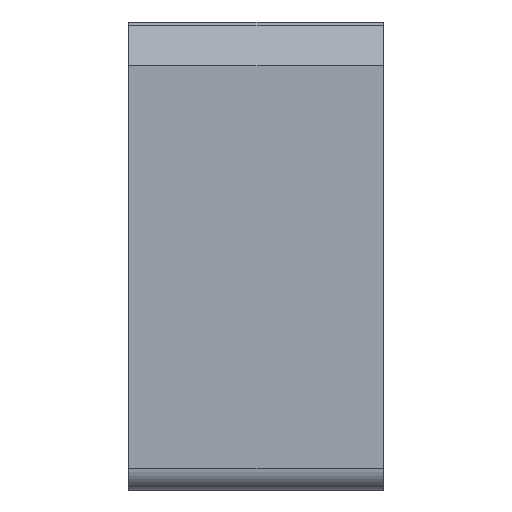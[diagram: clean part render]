
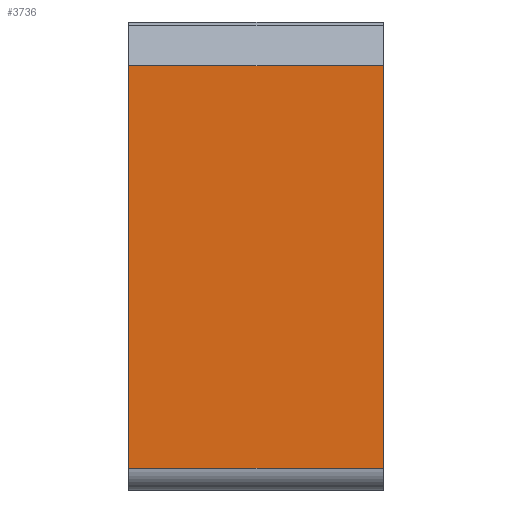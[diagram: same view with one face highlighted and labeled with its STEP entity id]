
A CAD part, front view. The second image highlights one B-rep face of the part: STEP entity #3736.
In plain terms, the highlighted planar face has unit normal (0, -1, 0).
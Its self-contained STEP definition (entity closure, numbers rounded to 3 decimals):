
#15 = ORIENTED_EDGE ( 'NONE', *, *, #2615, .T. ) ;
#100 = ORIENTED_EDGE ( 'NONE', *, *, #4936, .T. ) ;
#266 = DIRECTION ( 'NONE',  ( 0., 0., -1. ) ) ;
#486 = VERTEX_POINT ( 'NONE', #2489 ) ;
#696 = ORIENTED_EDGE ( 'NONE', *, *, #1895, .T. ) ;
#705 = ORIENTED_EDGE ( 'NONE', *, *, #1036, .F. ) ;
#741 = VECTOR ( 'NONE', #3196, 1000. ) ;
#759 = DIRECTION ( 'NONE',  ( -1., 0., 0. ) ) ;
#774 = CARTESIAN_POINT ( 'NONE',  ( -1.716, -9.445, 10.667 ) ) ;
#786 = LINE ( 'NONE', #4660, #741 ) ;
#1036 = EDGE_CURVE ( 'NONE', #4485, #2149, #4617, .T. ) ;
#1206 = CARTESIAN_POINT ( 'NONE',  ( -1.716, -9.445, 12.667 ) ) ;
#1218 = CARTESIAN_POINT ( 'NONE',  ( -13.416, -9.445, 10.667 ) ) ;
#1240 = CARTESIAN_POINT ( 'NONE',  ( -1.716, -9.445, 12.667 ) ) ;
#1268 = CARTESIAN_POINT ( 'NONE',  ( -1.716, -9.445, -7.833 ) ) ;
#1895 = EDGE_CURVE ( 'NONE', #486, #2149, #3332, .T. ) ;
#1990 = CARTESIAN_POINT ( 'NONE',  ( -1.716, -9.445, 10.667 ) ) ;
#2149 = VERTEX_POINT ( 'NONE', #2506 ) ;
#2489 = CARTESIAN_POINT ( 'NONE',  ( -13.416, -9.445, -7.833 ) ) ;
#2506 = CARTESIAN_POINT ( 'NONE',  ( -1.716, -9.445, -7.833 ) ) ;
#2615 = EDGE_CURVE ( 'NONE', #3366, #486, #786, .T. ) ;
#2781 = VECTOR ( 'NONE', #759, 1000. ) ;
#2954 = DIRECTION ( 'NONE',  ( 1., 0., 0. ) ) ;
#2971 = FACE_OUTER_BOUND ( 'NONE', #4017, .T. ) ;
#2989 = LINE ( 'NONE', #774, #2781 ) ;
#3196 = DIRECTION ( 'NONE',  ( 0., 0., -1. ) ) ;
#3243 = DIRECTION ( 'NONE',  ( 0., 0., -1. ) ) ;
#3311 = VECTOR ( 'NONE', #2954, 1000. ) ;
#3332 = LINE ( 'NONE', #1268, #3311 ) ;
#3366 = VERTEX_POINT ( 'NONE', #1218 ) ;
#3736 = ADVANCED_FACE ( 'NONE', ( #2971 ), #4049, .T. ) ;
#4017 = EDGE_LOOP ( 'NONE', ( #100, #15, #696, #705 ) ) ;
#4049 = PLANE ( 'NONE',  #4444 ) ;
#4174 = DIRECTION ( 'NONE',  ( 0., -1., 0. ) ) ;
#4444 = AXIS2_PLACEMENT_3D ( 'NONE', #1206, #4174, #266 ) ;
#4485 = VERTEX_POINT ( 'NONE', #1990 ) ;
#4617 = LINE ( 'NONE', #1240, #4801 ) ;
#4660 = CARTESIAN_POINT ( 'NONE',  ( -13.416, -9.445, 12.667 ) ) ;
#4801 = VECTOR ( 'NONE', #3243, 1000. ) ;
#4936 = EDGE_CURVE ( 'NONE', #4485, #3366, #2989, .T. ) ;
